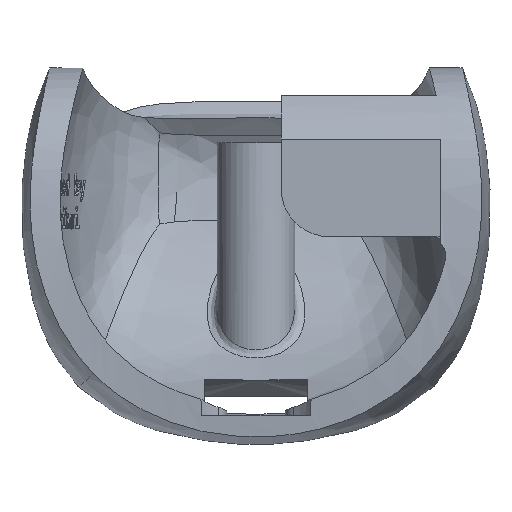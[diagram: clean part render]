
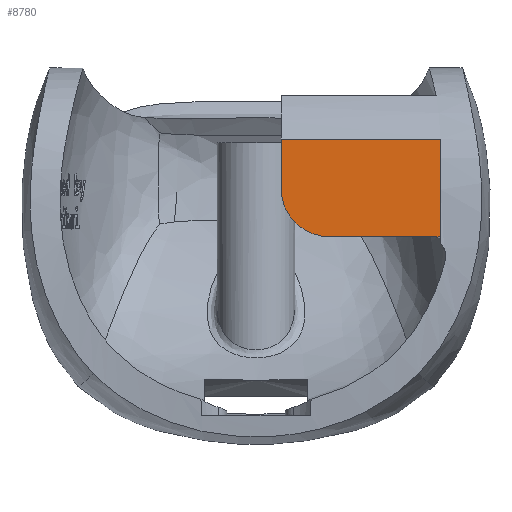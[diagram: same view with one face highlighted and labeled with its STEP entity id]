
A CAD part, front view. The second image highlights one B-rep face of the part: STEP entity #8780.
In plain terms, the highlighted planar face has unit normal (0, -1, 0).
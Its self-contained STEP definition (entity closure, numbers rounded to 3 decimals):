
#35=CIRCLE('',#8952,5.);
#889=FACE_OUTER_BOUND('',#1413,.T.);
#1413=EDGE_LOOP('',(#8140,#8141,#8142,#8143,#8144,#8145));
#1446=B_SPLINE_CURVE_WITH_KNOTS('',3,(#10862,#10863,#10864,#10865,#10866,
#10867,#10868),.UNSPECIFIED.,.F.,.F.,(4,3,4),(-0.163,0.049,
0.802),.UNSPECIFIED.);
#2298=B_SPLINE_CURVE_WITH_KNOTS('',3,(#28854,#28855,#28856,#28857,#28858,
#28859,#28860,#28861,#28862,#28863,#28864,#28865,#28866,#28867,#28868,#28869,
#28870,#28871,#28872,#28873,#28874,#28875,#28876,#28877,#28878,#28879,#28880,
#28881,#28882,#28883,#28884,#28885,#28886,#28887,#28888,#28889,#28890,#28891,
#28892,#28893,#28894,#28895,#28896,#28897,#28898,#28899,#28900,#28901,#28902,
#28903,#28904,#28905,#28906,#28907,#28908),.UNSPECIFIED.,.F.,.F.,(4,3,3,
3,3,3,3,3,3,3,3,3,3,3,3,3,3,3,4),(0.,0.022,0.045,
0.067,0.078,0.1,0.123,
0.145,0.156,0.178,0.201,
0.223,0.234,0.242,0.265,
0.287,0.309,0.332,0.339),
 .UNSPECIFIED.);
#2315=LINE('',#9863,#2751);
#2320=LINE('',#10882,#2756);
#2736=LINE('',#28918,#3172);
#2751=VECTOR('',#8984,10.);
#2756=VECTOR('',#8995,10.);
#3172=VECTOR('',#9719,10.);
#3189=VERTEX_POINT('',#9860);
#3190=VERTEX_POINT('',#9862);
#3216=VERTEX_POINT('',#10861);
#3220=VERTEX_POINT('',#10880);
#4074=VERTEX_POINT('',#28853);
#4075=VERTEX_POINT('',#28914);
#4096=EDGE_CURVE('',#3189,#3190,#2315,.F.);
#4127=EDGE_CURVE('',#3216,#3190,#1446,.T.);
#4133=EDGE_CURVE('',#3220,#3189,#2320,.T.);
#5406=EDGE_CURVE('',#3216,#4074,#2298,.T.);
#5409=EDGE_CURVE('',#4075,#3220,#35,.T.);
#5410=EDGE_CURVE('',#4074,#4075,#2736,.T.);
#8140=ORIENTED_EDGE('',*,*,#5409,.F.);
#8141=ORIENTED_EDGE('',*,*,#5410,.F.);
#8142=ORIENTED_EDGE('',*,*,#5406,.F.);
#8143=ORIENTED_EDGE('',*,*,#4127,.T.);
#8144=ORIENTED_EDGE('',*,*,#4096,.F.);
#8145=ORIENTED_EDGE('',*,*,#4133,.F.);
#8296=PLANE('',#8974);
#8780=ADVANCED_FACE('',(#889),#8296,.T.);
#8952=AXIS2_PLACEMENT_3D('',#28916,#9715,#9716);
#8974=AXIS2_PLACEMENT_3D('',#30340,#9771,#9772);
#8984=DIRECTION('',(-1.,0.,0.));
#8995=DIRECTION('',(0.,0.,1.));
#9715=DIRECTION('center_axis',(0.,1.,
0.));
#9716=DIRECTION('ref_axis',(-0.707,0.,-0.707));
#9719=DIRECTION('',(-1.,0.,0.));
#9771=DIRECTION('center_axis',(0.,-1.,
0.));
#9772=DIRECTION('ref_axis',(0.,0.,1.));
#9860=CARTESIAN_POINT('',(2.574,-0.253,48.428));
#9862=CARTESIAN_POINT('',(20.341,-0.253,48.428));
#9863=CARTESIAN_POINT('',(17.574,-0.253,48.428));
#10861=CARTESIAN_POINT('',(20.6,-0.252,36.14));
#10862=CARTESIAN_POINT('Ctrl Pts',(20.6,-0.252,
36.14));
#10863=CARTESIAN_POINT('Ctrl Pts',(20.69,-0.252,36.885));
#10864=CARTESIAN_POINT('Ctrl Pts',(20.757,-0.252,
37.634));
#10865=CARTESIAN_POINT('Ctrl Pts',(20.803,-0.252,
38.378));
#10866=CARTESIAN_POINT('Ctrl Pts',(20.97,-0.252,
41.027));
#10867=CARTESIAN_POINT('Ctrl Pts',(20.975,-0.253,44.766));
#10868=CARTESIAN_POINT('Ctrl Pts',(20.341,-0.253,
48.428));
#10880=CARTESIAN_POINT('',(2.574,-0.252,43.378));
#10882=CARTESIAN_POINT('',(2.574,-0.252,41.766));
#28853=CARTESIAN_POINT('',(18.609,-0.252,38.378));
#28854=CARTESIAN_POINT('Ctrl Pts',(20.6,-0.252,
36.14));
#28855=CARTESIAN_POINT('Ctrl Pts',(20.609,-0.252,
36.213));
#28856=CARTESIAN_POINT('Ctrl Pts',(20.614,-0.252,
36.286));
#28857=CARTESIAN_POINT('Ctrl Pts',(20.614,-0.252,
36.359));
#28858=CARTESIAN_POINT('Ctrl Pts',(20.615,-0.252,
36.434));
#28859=CARTESIAN_POINT('Ctrl Pts',(20.611,-0.252,36.508));
#28860=CARTESIAN_POINT('Ctrl Pts',(20.603,-0.252,
36.582));
#28861=CARTESIAN_POINT('Ctrl Pts',(20.595,-0.252,
36.657));
#28862=CARTESIAN_POINT('Ctrl Pts',(20.583,-0.252,36.731));
#28863=CARTESIAN_POINT('Ctrl Pts',(20.567,-0.252,36.804));
#28864=CARTESIAN_POINT('Ctrl Pts',(20.559,-0.252,
36.839));
#28865=CARTESIAN_POINT('Ctrl Pts',(20.55,-0.252,
36.874));
#28866=CARTESIAN_POINT('Ctrl Pts',(20.541,-0.252,36.909));
#28867=CARTESIAN_POINT('Ctrl Pts',(20.521,-0.252,
36.982));
#28868=CARTESIAN_POINT('Ctrl Pts',(20.497,-0.252,
37.053));
#28869=CARTESIAN_POINT('Ctrl Pts',(20.469,-0.252,
37.122));
#28870=CARTESIAN_POINT('Ctrl Pts',(20.441,-0.252,37.191));
#28871=CARTESIAN_POINT('Ctrl Pts',(20.41,-0.252,
37.259));
#28872=CARTESIAN_POINT('Ctrl Pts',(20.375,-0.252,
37.325));
#28873=CARTESIAN_POINT('Ctrl Pts',(20.34,-0.252,
37.39));
#28874=CARTESIAN_POINT('Ctrl Pts',(20.301,-0.252,
37.454));
#28875=CARTESIAN_POINT('Ctrl Pts',(20.258,-0.252,
37.516));
#28876=CARTESIAN_POINT('Ctrl Pts',(20.239,-0.252,
37.544));
#28877=CARTESIAN_POINT('Ctrl Pts',(20.218,-0.252,
37.572));
#28878=CARTESIAN_POINT('Ctrl Pts',(20.197,-0.252,
37.6));
#28879=CARTESIAN_POINT('Ctrl Pts',(20.151,-0.252,
37.659));
#28880=CARTESIAN_POINT('Ctrl Pts',(20.102,-0.252,
37.715));
#28881=CARTESIAN_POINT('Ctrl Pts',(20.051,-0.252,
37.768));
#28882=CARTESIAN_POINT('Ctrl Pts',(19.999,-0.252,
37.822));
#28883=CARTESIAN_POINT('Ctrl Pts',(19.944,-0.252,
37.872));
#28884=CARTESIAN_POINT('Ctrl Pts',(19.886,-0.252,
37.92));
#28885=CARTESIAN_POINT('Ctrl Pts',(19.829,-0.252,
37.967));
#28886=CARTESIAN_POINT('Ctrl Pts',(19.769,-0.252,
38.011));
#28887=CARTESIAN_POINT('Ctrl Pts',(19.707,-0.252,
38.052));
#28888=CARTESIAN_POINT('Ctrl Pts',(19.676,-0.252,
38.072));
#28889=CARTESIAN_POINT('Ctrl Pts',(19.645,-0.252,
38.091));
#28890=CARTESIAN_POINT('Ctrl Pts',(19.613,-0.252,
38.109));
#28891=CARTESIAN_POINT('Ctrl Pts',(19.589,-0.252,38.123));
#28892=CARTESIAN_POINT('Ctrl Pts',(19.564,-0.252,
38.137));
#28893=CARTESIAN_POINT('Ctrl Pts',(19.54,-0.252,38.149));
#28894=CARTESIAN_POINT('Ctrl Pts',(19.474,-0.252,
38.184));
#28895=CARTESIAN_POINT('Ctrl Pts',(19.405,-0.252,38.215));
#28896=CARTESIAN_POINT('Ctrl Pts',(19.336,-0.252,
38.242));
#28897=CARTESIAN_POINT('Ctrl Pts',(19.268,-0.252,
38.268));
#28898=CARTESIAN_POINT('Ctrl Pts',(19.199,-0.252,
38.291));
#28899=CARTESIAN_POINT('Ctrl Pts',(19.129,-0.252,
38.31));
#28900=CARTESIAN_POINT('Ctrl Pts',(19.056,-0.252,
38.329));
#28901=CARTESIAN_POINT('Ctrl Pts',(18.983,-0.252,
38.344));
#28902=CARTESIAN_POINT('Ctrl Pts',(18.909,-0.252,
38.355));
#28903=CARTESIAN_POINT('Ctrl Pts',(18.835,-0.252,38.367));
#28904=CARTESIAN_POINT('Ctrl Pts',(18.761,-0.252,
38.374));
#28905=CARTESIAN_POINT('Ctrl Pts',(18.687,-0.252,
38.377));
#28906=CARTESIAN_POINT('Ctrl Pts',(18.661,-0.252,38.378));
#28907=CARTESIAN_POINT('Ctrl Pts',(18.635,-0.252,
38.378));
#28908=CARTESIAN_POINT('Ctrl Pts',(18.609,-0.252,
38.378));
#28914=CARTESIAN_POINT('',(7.574,-0.252,38.378));
#28916=CARTESIAN_POINT('Origin',(7.574,-0.252,43.378));
#28918=CARTESIAN_POINT('',(17.574,-0.252,38.378));
#30340=CARTESIAN_POINT('Origin',(17.574,-0.252,38.378));
